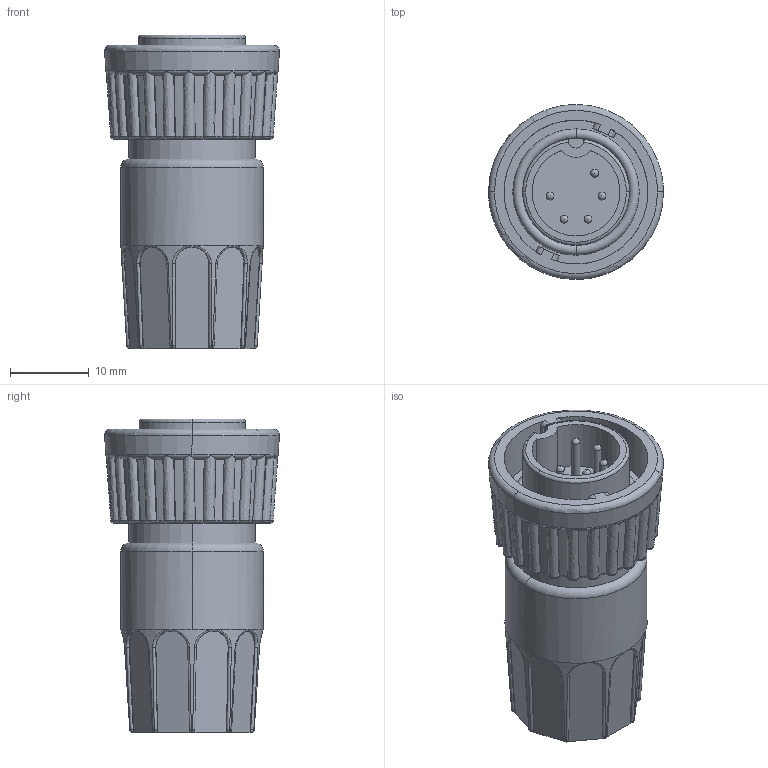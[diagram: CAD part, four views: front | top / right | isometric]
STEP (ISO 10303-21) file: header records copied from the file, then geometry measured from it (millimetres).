
FILE_DESCRIPTION (( 'STEP AP214' ), '1' );
FILE_NAME ('3282-5PG-3DC.STEP', '2012-08-09T14:22:26', ( 'J0FPBF1' ), ( '' ), 'SwSTEP 2.0', 'SolidWorks 2011', '' );
FILE_SCHEMA (( 'AUTOMOTIVE_DESIGN' ));
Length unit declared in the file: inch
Products named in the file (1): 3282-5PG-3DC
Bounding box: 22.22 x 22.22 x 39.88 mm (x, y, z)
Volume: 8704.6 mm3; surface area: 4383.9 mm2
Topology: 1 solids, 1 shells, 326 faces, 905 edges, 587 vertices
Faces by surface type: bspline 146, plane 71, cylinder 43, cone 37, torus 24, sphere 5
Entity records: 16952 total; most frequent: CARTESIAN_POINT 10103, ORIENTED_EDGE 1780, DIRECTION 1005, EDGE_CURVE 890, VERTEX_POINT 577, AXIS2_PLACEMENT_3D 426, B_SPLINE_CURVE_WITH_KNOTS 396, EDGE_LOOP 337
